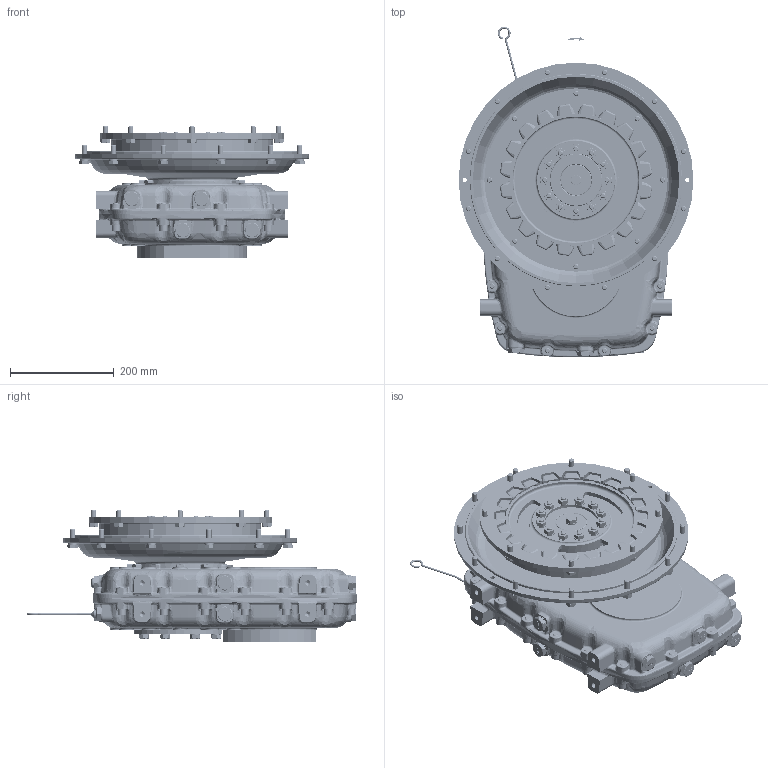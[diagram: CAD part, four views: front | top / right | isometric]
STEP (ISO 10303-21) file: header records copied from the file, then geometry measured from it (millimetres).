
FILE_DESCRIPTION (( 'STEP AP214' ), '1' );
FILE_NAME ('1029011L.STEP', '2017-10-30T12:39:35', ( 'utente' ), ( 'Hewlett-Packard Company' ), 'SwSTEP 2.0', 'SolidWorks 2015', '' );
FILE_SCHEMA (( 'AUTOMOTIVE_DESIGN' ));
Length unit declared in the file: millimetre
Products named in the file (8): ITam110-001_rev01-installation; ITam110-002_rev00-installation; ITB01210000_rev01-installation; 1029011L; IT1048003_rev00-installation; IT1071028B_rev02-installation; IT0001009_rev00-installation; IT2021217_rev05-installation
Assembly tree (7 placements, depth 2):
  1029011L
    ITB01210000_rev01-installation
    ITam110-002_rev00-installation
    ITam110-001_rev01-installation
    IT2021217_rev05-installation
    IT0001009_rev00-installation
    IT1071028B_rev02-installation
    IT1048003_rev00-installation
Bounding box: 452.05 x 636.78 x 253.6 mm (x, y, z)
Volume: 5416430.1 mm3; surface area: 2504675.9 mm2
Topology: 77 solids, 188 shells, 8117 faces, 19917 edges, 12371 vertices
Faces by surface type: plane 3111, bspline 2039, cylinder 1569, torus 654, cone 606, sphere 138
Full cylindrical faces by diameter (mm): 2 x2, 4 x2, 8 x3, 8.5 x50, 9 x1, 10 x172, 10.2 x40, 10.5 x28, 11 x44, 12 x46, 13 x2, 14 x11, 15 x2, 16 x28, 16.2 x48, 16.4 x1, 18 x9, 18.2 x1, 18.4 x1, 18.631 x12, 20.5 x1, 20.6 x1, 20.7 x10, 20.9 x1, 21 x31, 24 x1, 25.946 x10, 26 x1, 27 x11, 27.65 x2
Entity records: 440728 total; most frequent: CARTESIAN_POINT 180703, ORIENTED_EDGE 36710, DIRECTION 29879, EDGE_CURVE 18360, VERTEX_POINT 12051, AXIS2_PLACEMENT_3D 11378, EDGE_LOOP 9957, FACE_OUTER_BOUND 8885
